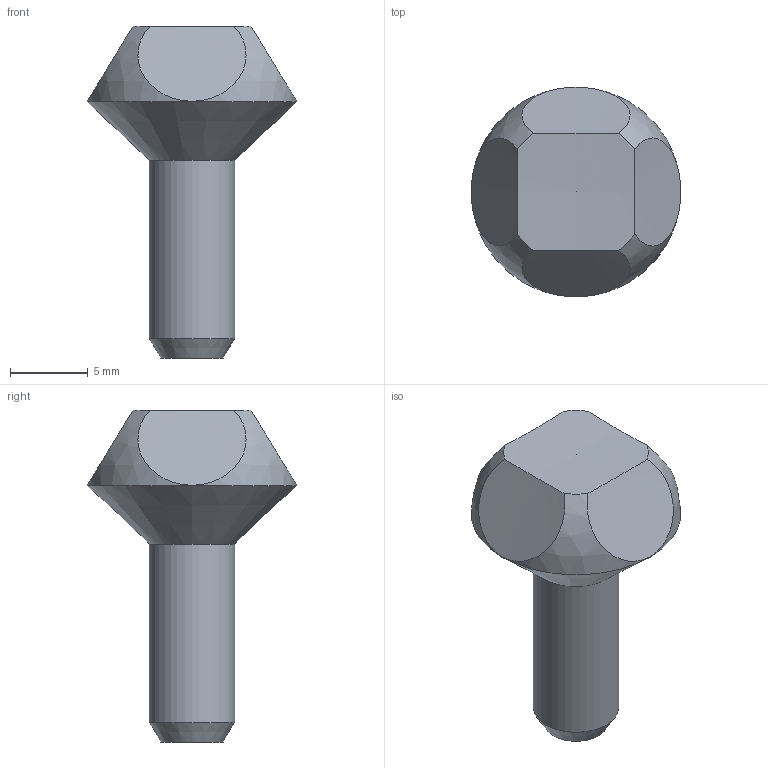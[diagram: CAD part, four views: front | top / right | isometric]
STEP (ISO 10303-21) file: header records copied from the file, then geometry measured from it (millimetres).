
FILE_DESCRIPTION(('Open CASCADE Model'),'2;1');
FILE_NAME('Open CASCADE Shape Model','2024-09-11T13:51:58',('Author'),( 'Open CASCADE'),'Open CASCADE STEP processor 7.7','Open CASCADE 7.7' ,'Unknown');
FILE_SCHEMA(('AUTOMOTIVE_DESIGN { 1 0 10303 214 1 1 1 1 }'));
Length unit declared in the file: millimetre
Products named in the file (1): COMPOUND
Bounding box: 13.5 x 13.5 x 21.39 mm (x, y, z)
Volume: 1059.3 mm3; surface area: 682.5 mm2
Topology: 1 solids, 1 shells, 17 faces, 39 edges, 25 vertices
Faces by surface type: plane 7, sphere 6, cone 2, cylinder 2
Full cylindrical faces by diameter (mm): 3.15 x1, 5.5 x1
Entity records: 2560 total; most frequent: CARTESIAN_POINT 1803, DIRECTION 134, ORIENTED_EDGE 76, PCURVE 76, DEFINITIONAL_REPRESENTATION 76, LINE 51, VECTOR 51, AXIS2_PLACEMENT_3D 40
